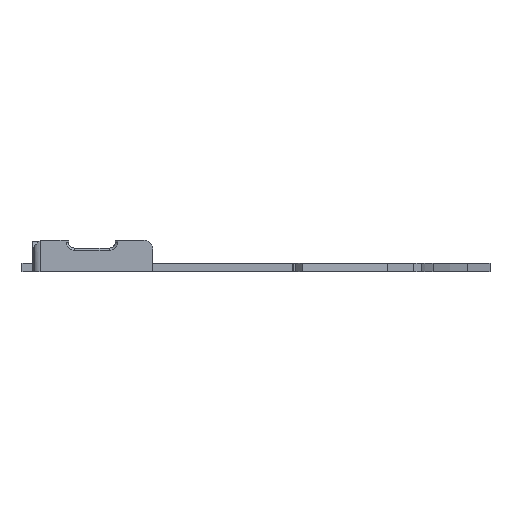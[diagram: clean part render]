
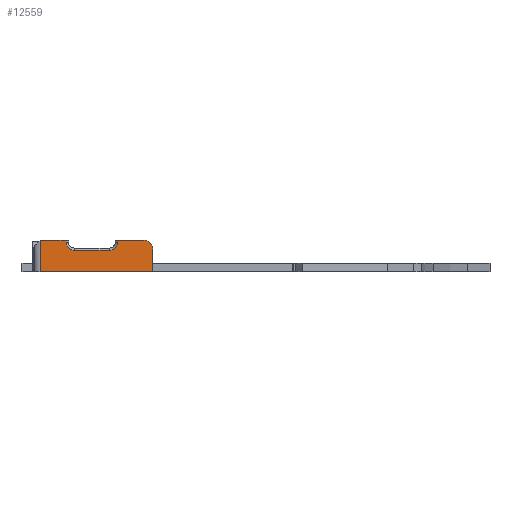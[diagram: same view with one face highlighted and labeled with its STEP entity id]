
A CAD part, left-side view. The second image highlights one B-rep face of the part: STEP entity #12559.
In plain terms, the highlighted planar face has unit normal (-1, 0, 0).
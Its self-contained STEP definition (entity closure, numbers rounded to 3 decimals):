
#75 = CIRCLE ( 'NONE', #28376, 1.8 ) ;
#321 = EDGE_CURVE ( 'NONE', #12615, #31577, #13003, .T. ) ;
#374 = VERTEX_POINT ( 'NONE', #17021 ) ;
#525 = VERTEX_POINT ( 'NONE', #25174 ) ;
#661 = DIRECTION ( 'NONE',  ( 0., -1., 0. ) ) ;
#1011 = ORIENTED_EDGE ( 'NONE', *, *, #23901, .F. ) ;
#1350 = ORIENTED_EDGE ( 'NONE', *, *, #24934, .F. ) ;
#2587 = VECTOR ( 'NONE', #23674, 1000. ) ;
#2992 = CARTESIAN_POINT ( 'NONE',  ( 28.638, -55.378, 2.11 ) ) ;
#3092 = DIRECTION ( 'NONE',  ( -1., 0., 0. ) ) ;
#3968 = ORIENTED_EDGE ( 'NONE', *, *, #321, .F. ) ;
#4632 = VECTOR ( 'NONE', #24398, 1000. ) ;
#5009 = DIRECTION ( 'NONE',  ( 0., 1., 0. ) ) ;
#5063 = VECTOR ( 'NONE', #13173, 1000. ) ;
#5319 = LINE ( 'NONE', #21316, #5063 ) ;
#5604 = AXIS2_PLACEMENT_3D ( 'NONE', #32987, #28103, #33476 ) ;
#5970 = LINE ( 'NONE', #29952, #4632 ) ;
#6039 = CARTESIAN_POINT ( 'NONE',  ( 28.638, -64.8, 2.24 ) ) ;
#6213 = CARTESIAN_POINT ( 'NONE',  ( 28.638, -70.1, 2.395 ) ) ;
#6492 = EDGE_CURVE ( 'NONE', #11188, #7174, #23461, .T. ) ;
#6879 = EDGE_CURVE ( 'NONE', #33817, #27654, #29295, .T. ) ;
#7174 = VERTEX_POINT ( 'NONE', #20307 ) ;
#7818 = VECTOR ( 'NONE', #25506, 1000. ) ;
#8169 = CARTESIAN_POINT ( 'NONE',  ( 28.638, -71.9, -2. ) ) ;
#10353 = DIRECTION ( 'NONE',  ( -1., 0., 0. ) ) ;
#10720 = EDGE_CURVE ( 'NONE', #31577, #11188, #26812, .T. ) ;
#10932 = CARTESIAN_POINT ( 'NONE',  ( 28.638, -49.155, 4.117 ) ) ;
#11120 = LINE ( 'NONE', #8169, #12349 ) ;
#11124 = CARTESIAN_POINT ( 'NONE',  ( 28.638, -56.1, 2.11 ) ) ;
#11188 = VERTEX_POINT ( 'NONE', #16315 ) ;
#11720 = CARTESIAN_POINT ( 'NONE',  ( 28.638, -70.1, 4.195 ) ) ;
#11967 = VERTEX_POINT ( 'NONE', #25018 ) ;
#11982 = LINE ( 'NONE', #14770, #7818 ) ;
#12349 = VECTOR ( 'NONE', #14280, 1000. ) ;
#12559 = ADVANCED_FACE ( 'NONE', ( #12986 ), #23571, .T. ) ;
#12615 = VERTEX_POINT ( 'NONE', #13862 ) ;
#12842 = VECTOR ( 'NONE', #29982, 1000. ) ;
#12859 = CARTESIAN_POINT ( 'NONE',  ( 28.638, -56.1, 3.81 ) ) ;
#12986 = FACE_OUTER_BOUND ( 'NONE', #26121, .T. ) ;
#13003 = CIRCLE ( 'NONE', #27433, 1.7 ) ;
#13173 = DIRECTION ( 'NONE',  ( 0., -1., 0. ) ) ;
#13862 = CARTESIAN_POINT ( 'NONE',  ( 28.638, -54.4, 3.81 ) ) ;
#14039 = CARTESIAN_POINT ( 'NONE',  ( 28.638, -47.969, 3.309 ) ) ;
#14280 = DIRECTION ( 'NONE',  ( 0., 0., -1. ) ) ;
#14591 = ORIENTED_EDGE ( 'NONE', *, *, #15082, .F. ) ;
#14686 = CARTESIAN_POINT ( 'NONE',  ( 28.638, -49.269, 4.195 ) ) ;
#14770 = CARTESIAN_POINT ( 'NONE',  ( 28.638, -71.9, -2.2 ) ) ;
#15082 = EDGE_CURVE ( 'NONE', #525, #22460, #11120, .T. ) ;
#16315 = CARTESIAN_POINT ( 'NONE',  ( 28.638, -63.1, 2.11 ) ) ;
#17021 = CARTESIAN_POINT ( 'NONE',  ( 28.638, -64.8, 4.195 ) ) ;
#17262 = LINE ( 'NONE', #28372, #21145 ) ;
#19420 = DIRECTION ( 'NONE',  ( 0., 0., 1. ) ) ;
#20307 = CARTESIAN_POINT ( 'NONE',  ( 28.638, -64.8, 3.81 ) ) ;
#20941 = DIRECTION ( 'NONE',  ( 0., 0., 1. ) ) ;
#21022 = CARTESIAN_POINT ( 'NONE',  ( 28.638, -54.4, 4.195 ) ) ;
#21145 = VECTOR ( 'NONE', #33247, 1000. ) ;
#21316 = CARTESIAN_POINT ( 'NONE',  ( 28.638, -49.155, 4.195 ) ) ;
#21448 = ORIENTED_EDGE ( 'NONE', *, *, #6492, .F. ) ;
#21856 = EDGE_CURVE ( 'NONE', #33817, #31547, #5319, .T. ) ;
#21886 = ORIENTED_EDGE ( 'NONE', *, *, #31064, .F. ) ;
#22345 = LINE ( 'NONE', #32953, #33979 ) ;
#22460 = VERTEX_POINT ( 'NONE', #22944 ) ;
#22944 = CARTESIAN_POINT ( 'NONE',  ( 28.638, -71.9, -2.2 ) ) ;
#23461 = CIRCLE ( 'NONE', #5604, 1.7 ) ;
#23472 = VERTEX_POINT ( 'NONE', #11720 ) ;
#23571 = PLANE ( 'NONE',  #27093 ) ;
#23674 = DIRECTION ( 'NONE',  ( 0., -1., 0. ) ) ;
#23901 = EDGE_CURVE ( 'NONE', #22460, #11967, #11982, .T. ) ;
#24398 = DIRECTION ( 'NONE',  ( 0., -1., 0. ) ) ;
#24820 = LINE ( 'NONE', #6039, #32258 ) ;
#24922 = EDGE_CURVE ( 'NONE', #525, #23472, #75, .T. ) ;
#24934 = EDGE_CURVE ( 'NONE', #7174, #374, #24820, .T. ) ;
#25018 = CARTESIAN_POINT ( 'NONE',  ( 28.638, -49.155, -2.2 ) ) ;
#25174 = CARTESIAN_POINT ( 'NONE',  ( 28.638, -71.9, 2.395 ) ) ;
#25200 = ORIENTED_EDGE ( 'NONE', *, *, #10720, .F. ) ;
#25506 = DIRECTION ( 'NONE',  ( 0., 1., 0. ) ) ;
#26121 = EDGE_LOOP ( 'NONE', ( #28135, #1011, #14591, #32068, #27266, #1350, #21448, #25200, #3968, #21886, #26808, #31597 ) ) ;
#26808 = ORIENTED_EDGE ( 'NONE', *, *, #21856, .F. ) ;
#26812 = LINE ( 'NONE', #2992, #2587 ) ;
#27093 = AXIS2_PLACEMENT_3D ( 'NONE', #34162, #10353, #20941 ) ;
#27266 = ORIENTED_EDGE ( 'NONE', *, *, #28019, .F. ) ;
#27433 = AXIS2_PLACEMENT_3D ( 'NONE', #12859, #28837, #5009 ) ;
#27654 = VERTEX_POINT ( 'NONE', #10932 ) ;
#28019 = EDGE_CURVE ( 'NONE', #374, #23472, #5970, .T. ) ;
#28103 = DIRECTION ( 'NONE',  ( -1., 0., 0. ) ) ;
#28135 = ORIENTED_EDGE ( 'NONE', *, *, #32572, .T. ) ;
#28372 = CARTESIAN_POINT ( 'NONE',  ( 28.638, -54.4, 1.655 ) ) ;
#28376 = AXIS2_PLACEMENT_3D ( 'NONE', #6213, #3092, #661 ) ;
#28837 = DIRECTION ( 'NONE',  ( -1., 0., 0. ) ) ;
#29295 = LINE ( 'NONE', #14039, #12842 ) ;
#29952 = CARTESIAN_POINT ( 'NONE',  ( 28.638, -49.155, 4.195 ) ) ;
#29982 = DIRECTION ( 'NONE',  ( 0., 0.826, -0.563 ) ) ;
#31064 = EDGE_CURVE ( 'NONE', #31547, #12615, #17262, .T. ) ;
#31547 = VERTEX_POINT ( 'NONE', #21022 ) ;
#31577 = VERTEX_POINT ( 'NONE', #11124 ) ;
#31597 = ORIENTED_EDGE ( 'NONE', *, *, #6879, .T. ) ;
#32068 = ORIENTED_EDGE ( 'NONE', *, *, #24922, .T. ) ;
#32258 = VECTOR ( 'NONE', #19420, 1000. ) ;
#32572 = EDGE_CURVE ( 'NONE', #27654, #11967, #22345, .T. ) ;
#32953 = CARTESIAN_POINT ( 'NONE',  ( 28.638, -49.155, -2. ) ) ;
#32987 = CARTESIAN_POINT ( 'NONE',  ( 28.638, -63.1, 3.81 ) ) ;
#33111 = DIRECTION ( 'NONE',  ( 0., 0., -1. ) ) ;
#33247 = DIRECTION ( 'NONE',  ( 0., 0., -1. ) ) ;
#33476 = DIRECTION ( 'NONE',  ( 0., 0., -1. ) ) ;
#33817 = VERTEX_POINT ( 'NONE', #14686 ) ;
#33979 = VECTOR ( 'NONE', #33111, 1000. ) ;
#34162 = CARTESIAN_POINT ( 'NONE',  ( 28.638, -71.9, -2. ) ) ;
